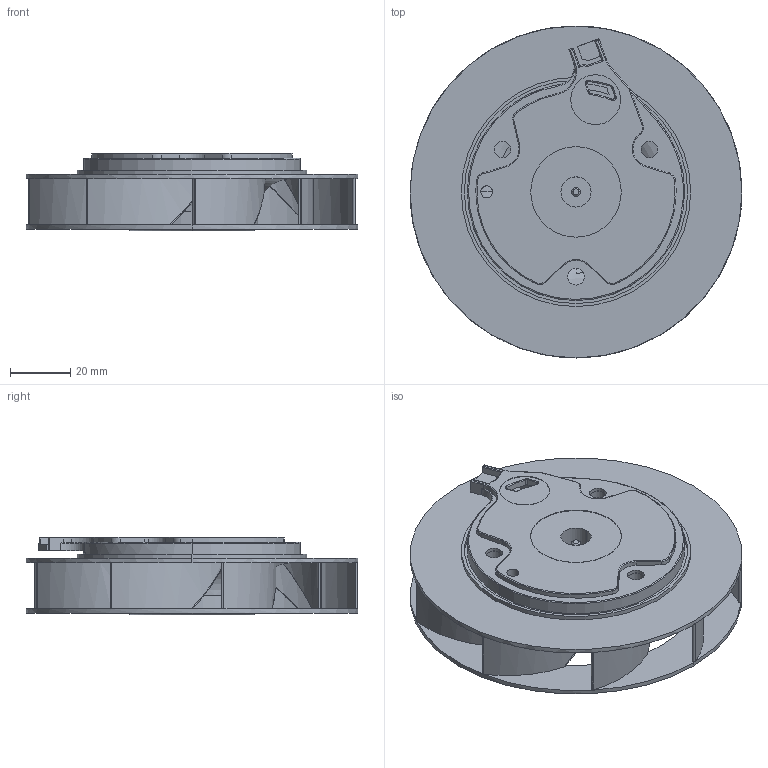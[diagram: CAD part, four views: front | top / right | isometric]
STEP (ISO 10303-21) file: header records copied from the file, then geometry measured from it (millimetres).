
FILE_DESCRIPTION((''),'2;1');
FILE_NAME('ASM0006_ASM','2017-04-17T',('Administrator'),(''),'PRO/ENGINEER BY PARAMETRIC TECHNOLOGY CORPORATION, 2010280','PRO/ENGINEER BY PARAMETRIC TECHNOLOGY CORPORATION, 2010280','');
FILE_SCHEMA(('CONFIG_CONTROL_DESIGN'));
Length unit declared in the file: millimetre
Products named in the file (3): 12025; YELUN; ASM0006_ASM
Assembly tree (2 placements, depth 2):
  ASM0006_ASM
    12025
    YELUN
Bounding box: 110 x 110 x 25.8 mm (x, y, z)
Volume: 39346.6 mm3; surface area: 56104.3 mm2
Topology: 2 solids, 2 shells, 394 faces, 1113 edges, 723 vertices
Faces by surface type: plane 173, cylinder 115, cone 47, torus 30, bspline 27, sphere 2
Entity records: 14491 total; most frequent: CARTESIAN_POINT 4289, ORIENTED_EDGE 2226, DIRECTION 2095, EDGE_CURVE 1113, AXIS2_PLACEMENT_3D 852, VERTEX_POINT 723, CIRCLE 480, EDGE_LOOP 424
